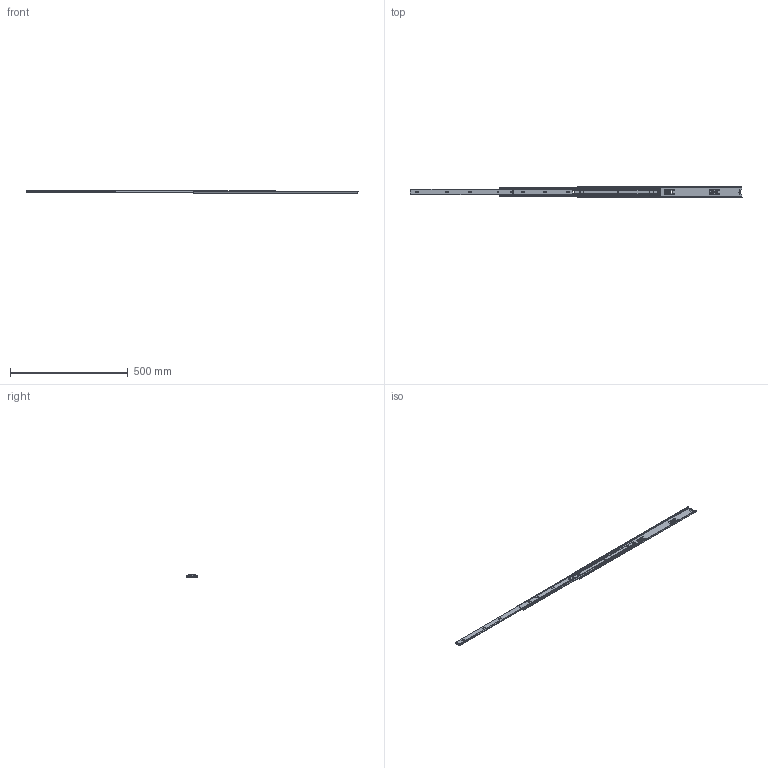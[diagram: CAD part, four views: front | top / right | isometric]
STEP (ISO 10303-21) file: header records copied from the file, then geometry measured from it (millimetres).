
FILE_DESCRIPTION (( 'STEP AP203' ), '1' );
FILE_NAME ('46006200-28.STEP', '2016-05-09T01:22:54', ( '' ), ( '' ), 'SwSTEP 2.0', 'SolidWorks 2016', '' );
FILE_SCHEMA (( 'CONFIG_CONTROL_DESIGN' ));
Length unit declared in the file: millimetre
Products named in the file (4): 46006201-28; 46006202-28; 46006203-28; 46006200-28
Assembly tree (3 placements, depth 2):
  46006200-28
    46006201-28
    46006202-28
    46006203-28
Bounding box: 1411 x 45.4 x 12.7 mm (x, y, z)
Volume: 122812.8 mm3; surface area: 202486.8 mm2
Topology: 3 solids, 3 shells, 456 faces, 1324 edges, 871 vertices
Faces by surface type: cylinder 220, plane 208, bspline 26, sphere 2
Entity records: 17275 total; most frequent: CARTESIAN_POINT 4546, ORIENTED_EDGE 2642, DIRECTION 2522, EDGE_CURVE 1321, VERTEX_POINT 871, AXIS2_PLACEMENT_3D 866, VECTOR 790, LINE 790
